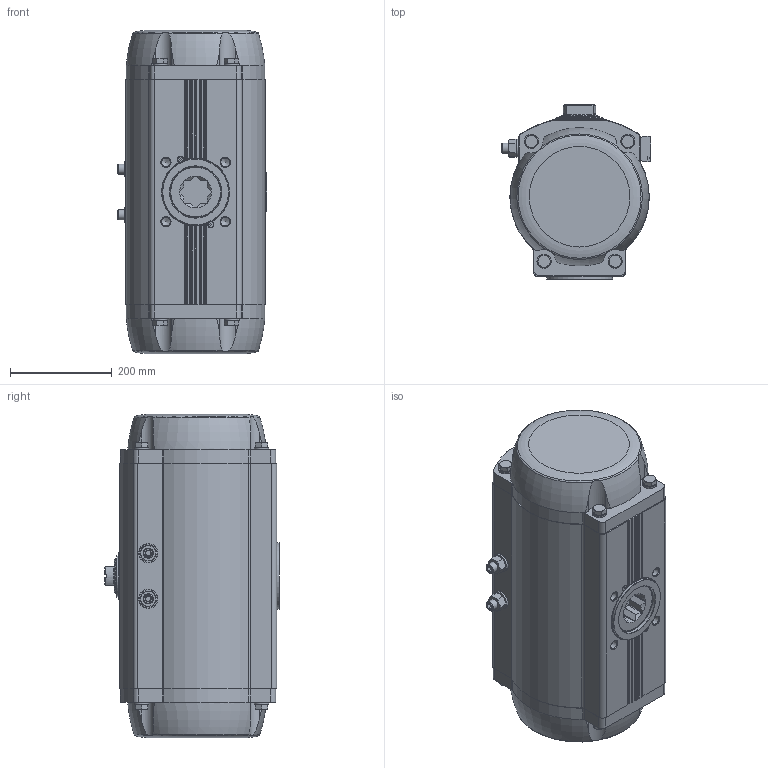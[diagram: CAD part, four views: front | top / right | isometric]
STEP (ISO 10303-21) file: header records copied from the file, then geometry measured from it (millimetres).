
FILE_DESCRIPTION(/* description */ ('STEP AP214'),/* implementation_level */ '2;1');
FILE_NAME(/* name */ '8102912_DFPD-2300-RP-90-RS45-F16-R3-C-VDE2',/* time_stamp */ '2024-08-15T17:29:02+02:00',/* author */ ('License CC BY-ND 4.0'),/* organization */ ('CADENAS'),/* preprocessor_version */ 'ST-DEVELOPER v19.3',/* originating_system */ 'PARTsolutions',/* authorisation */ ' ');
FILE_SCHEMA (('AUTOMOTIVE_DESIGN {1 0 10303 214 3 1 1}'));
Length unit declared in the file: millimetre
Products named in the file (8): 8102912 DFPD-2300-RP-90-RS45-F16-R3-C-VDE2---(0); 8042196 DFPD-2300-90-RS-F16-C-VDE2---(housing); 8042196 DFPD-2300(F12_0)---(shaft); 4787202 SCHEIBE 20.15X36X5-1.4301; DIN 934 - M20(F); 8088529 DFPD-2300-C--(adj); 8101070 DFPD-CTR-F16--(ctr); 8120158 DFPD-...-C-VDE2---(PS)
Assembly tree (11 placements, depth 2):
  8102912 DFPD-2300-RP-90-RS45-F16-R3-C-VDE2---(0)
    8042196 DFPD-2300-90-RS-F16-C-VDE2---(housing)
    8042196 DFPD-2300(F12_0)---(shaft)
    4787202 SCHEIBE 20.15X36X5-1.4301  x2
    DIN 934 - M20(F)  x2
    8088529 DFPD-2300-C--(adj)  x2
    8101070 DFPD-CTR-F16--(ctr)
    8120158 DFPD-...-C-VDE2---(PS)  x2
Bounding box: 293.63 x 343.7 x 636 mm (x, y, z)
Volume: 42418735 mm3; surface area: 1051293.9 mm2
Topology: 11 solids, 11 shells, 783 faces, 1910 edges, 1217 vertices
Faces by surface type: plane 323, cylinder 230, cone 171, torus 57, sphere 2
Full cylindrical faces by diameter (mm): 3 x2, 4.134 x10, 4.2 x1, 4.5 x2, 4.917 x1, 5.5 x2, 5.917 x2, 6.647 x1, 7 x2, 8 x2, 8.376 x2, 8.5 x2, 10 x2, 10.57 x2, 11.445 x2, 11.5 x2, 12 x2, 17.294 x8, 20 x2, 20.15 x2, 28 x8, 30 x2, 36 x2, 38 x2, 64.5 x1, 67 x1, 70 x1, 71.2 x1, 71.5 x1, 72 x1
Entity records: 20882 total; most frequent: CARTESIAN_POINT 4554, DIRECTION 3311, ORIENTED_EDGE 3022, EDGE_CURVE 1511, AXIS2_PLACEMENT_3D 1345, VERTEX_POINT 1088, FACE_BOUND 1005, EDGE_LOOP 982
